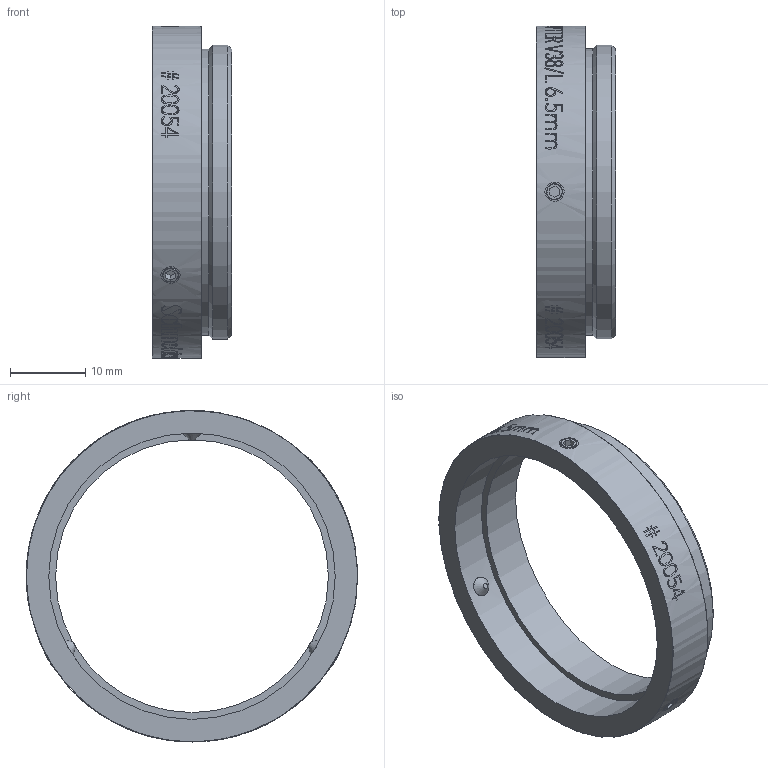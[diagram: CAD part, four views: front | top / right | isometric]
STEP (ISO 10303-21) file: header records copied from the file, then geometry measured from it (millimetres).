
FILE_DESCRIPTION(/* description */ (''),/* implementation_level */ '2;1');
FILE_NAME(/* name */ '20054_00167223_001.stp',/* time_stamp */ '2022-04-11T14:47:06+02:00',/* author */ (''),/* organization */ (''),/* preprocessor_version */ 'ST-DEVELOPER v16',/* originating_system */ 'SIEMENS PLM Software NX 10.0',/* authorisation */ '');
FILE_SCHEMA (('AP203_CONFIGURATION_CONTROLLED_3D_DESIGN_OF_MECHANICAL_PARTS_AND_ASSEMBLIES_MIM_LF { 1 0 10303 403 2 1 2}'));
Length unit declared in the file: millimetre
Products named in the file (1): Froe18D4278F5uqc
Bounding box: 10.5 x 44 x 44.05 mm (x, y, z)
Volume: 3240.4 mm3; surface area: 4540.7 mm2
Topology: 1 solids, 2 shells, 107 faces, 464 edges, 427 vertices
Faces by surface type: cylinder 70, plane 29, cone 8
Full cylindrical faces by diameter (mm): 2.5 x3, 36.2 x1, 38 x2, 39 x1, 44 x2
Entity records: 6543 total; most frequent: CARTESIAN_POINT 3203, ORIENTED_EDGE 859, EDGE_CURVE 437, VERTEX_POINT 419, B_SPLINE_CURVE_WITH_KNOTS 373, DIRECTION 302, EDGE_LOOP 200, FACE_BOUND 133
